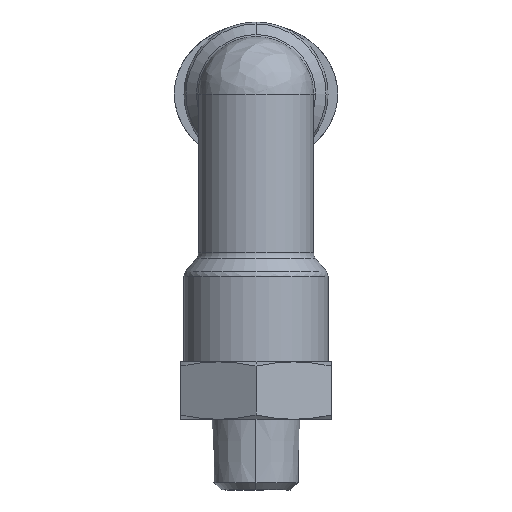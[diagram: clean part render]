
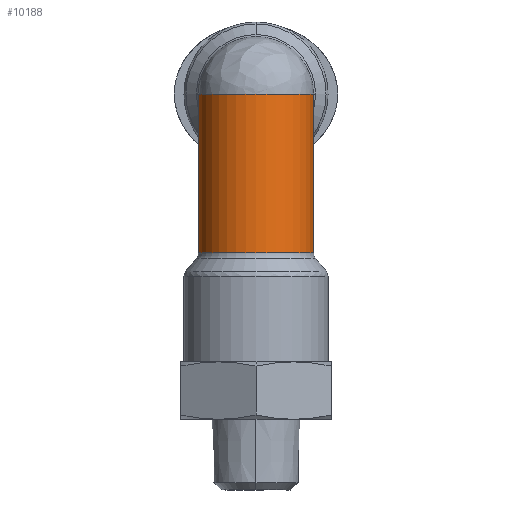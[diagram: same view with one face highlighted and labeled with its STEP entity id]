
A CAD part, front view. The second image highlights one B-rep face of the part: STEP entity #10188.
In plain terms, the highlighted cylindrical face has radius 6.5 mm (diameter 13 mm), a partial arc.
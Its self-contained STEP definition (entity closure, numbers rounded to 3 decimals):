
#111 = ORIENTED_EDGE ( 'NONE', *, *, #2853, .T. ) ;
#486 = EDGE_CURVE ( 'NONE', #9961, #2378, #11926, .T. ) ;
#912 = LINE ( 'NONE', #7899, #13827 ) ;
#1170 = CARTESIAN_POINT ( 'NONE',  ( -9.233, -6.5, -17.941 ) ) ;
#1371 = DIRECTION ( 'NONE',  ( 0., -1., 0. ) ) ;
#1545 = VERTEX_POINT ( 'NONE', #7360 ) ;
#1745 = EDGE_CURVE ( 'NONE', #14659, #6287, #5640, .T. ) ;
#2378 = VERTEX_POINT ( 'NONE', #8663 ) ;
#2776 = DIRECTION ( 'NONE',  ( 0., -1., 0. ) ) ;
#2853 = EDGE_CURVE ( 'NONE', #1545, #9961, #14961, .T. ) ;
#3039 = DIRECTION ( 'NONE',  ( 0., 0., 1. ) ) ;
#3154 = DIRECTION ( 'NONE',  ( 0., 0., -1. ) ) ;
#3226 = LINE ( 'NONE', #12063, #4197 ) ;
#3675 = AXIS2_PLACEMENT_3D ( 'NONE', #4187, #7713, #2776 ) ;
#3838 = DIRECTION ( 'NONE',  ( 0., 0., 1. ) ) ;
#3989 = ORIENTED_EDGE ( 'NONE', *, *, #486, .T. ) ;
#4187 = CARTESIAN_POINT ( 'NONE',  ( -9.233, 0., 0. ) ) ;
#4197 = VECTOR ( 'NONE', #7190, 1000. ) ;
#4406 = AXIS2_PLACEMENT_3D ( 'NONE', #10044, #3838, #1371 ) ;
#4769 = ORIENTED_EDGE ( 'NONE', *, *, #11620, .F. ) ;
#4885 = ORIENTED_EDGE ( 'NONE', *, *, #1745, .T. ) ;
#5640 = CIRCLE ( 'NONE', #11852, 6.5 ) ;
#6287 = VERTEX_POINT ( 'NONE', #1170 ) ;
#7190 = DIRECTION ( 'NONE',  ( 0., 0., 1. ) ) ;
#7227 = ORIENTED_EDGE ( 'NONE', *, *, #15786, .T. ) ;
#7360 = CARTESIAN_POINT ( 'NONE',  ( -9.233, -6.5, 0. ) ) ;
#7713 = DIRECTION ( 'NONE',  ( 0., 0., -1. ) ) ;
#7735 = DIRECTION ( 'NONE',  ( 0., 0., 1. ) ) ;
#7873 = CARTESIAN_POINT ( 'NONE',  ( -9.233, 0., -17.941 ) ) ;
#7891 = EDGE_LOOP ( 'NONE', ( #4769, #4885, #7227, #111, #3989 ) ) ;
#7899 = CARTESIAN_POINT ( 'NONE',  ( -9.233, 6.5, -9.15 ) ) ;
#8663 = CARTESIAN_POINT ( 'NONE',  ( -9.233, 6.5, 0. ) ) ;
#9571 = FACE_OUTER_BOUND ( 'NONE', #7891, .T. ) ;
#9708 = CARTESIAN_POINT ( 'NONE',  ( -9.233, 6.5, -17.941 ) ) ;
#9961 = VERTEX_POINT ( 'NONE', #13131 ) ;
#10044 = CARTESIAN_POINT ( 'NONE',  ( -9.233, 0., -9.15 ) ) ;
#10188 = ADVANCED_FACE ( 'NONE', ( #9571 ), #12507, .T. ) ;
#10619 = CARTESIAN_POINT ( 'NONE',  ( -9.233, 0., 0. ) ) ;
#11620 = EDGE_CURVE ( 'NONE', #14659, #2378, #912, .T. ) ;
#11852 = AXIS2_PLACEMENT_3D ( 'NONE', #7873, #3039, #15258 ) ;
#11926 = CIRCLE ( 'NONE', #3675, 6.5 ) ;
#12063 = CARTESIAN_POINT ( 'NONE',  ( -9.233, -6.5, -9.15 ) ) ;
#12507 = CYLINDRICAL_SURFACE ( 'NONE', #4406, 6.5 ) ;
#12822 = AXIS2_PLACEMENT_3D ( 'NONE', #10619, #3154, #13149 ) ;
#13131 = CARTESIAN_POINT ( 'NONE',  ( -15.733, 0., 0. ) ) ;
#13149 = DIRECTION ( 'NONE',  ( 0., -1., 0. ) ) ;
#13827 = VECTOR ( 'NONE', #7735, 1000. ) ;
#14659 = VERTEX_POINT ( 'NONE', #9708 ) ;
#14961 = CIRCLE ( 'NONE', #12822, 6.5 ) ;
#15258 = DIRECTION ( 'NONE',  ( 0., -1., 0. ) ) ;
#15786 = EDGE_CURVE ( 'NONE', #6287, #1545, #3226, .T. ) ;
